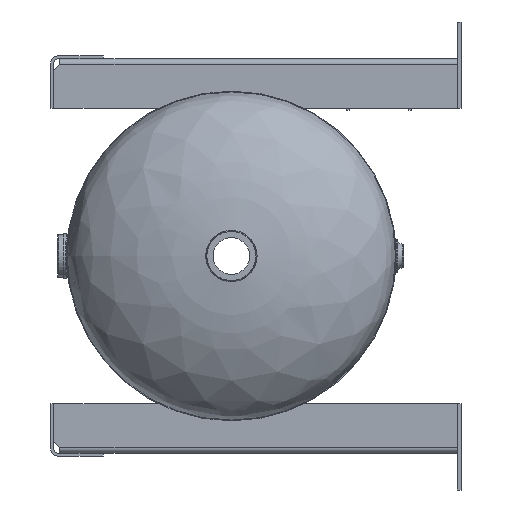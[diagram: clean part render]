
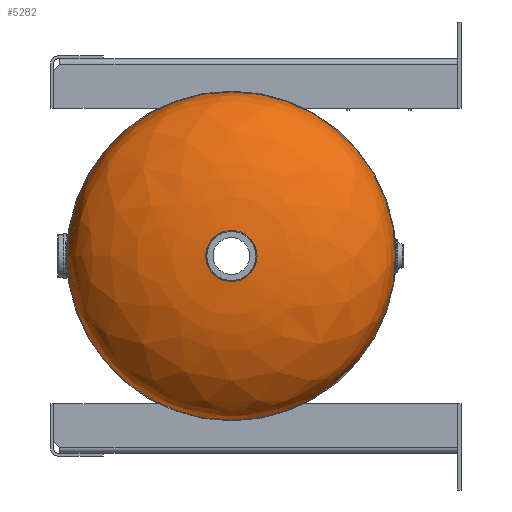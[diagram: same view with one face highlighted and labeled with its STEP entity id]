
A CAD part, left-side view. The second image highlights one B-rep face of the part: STEP entity #5282.
In plain terms, the highlighted free-form (B-spline) face has degree [2, 2] with [3, 9] control points.
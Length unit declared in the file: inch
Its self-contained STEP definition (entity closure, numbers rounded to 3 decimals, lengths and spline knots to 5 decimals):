
#153=ELLIPSE('',#5748,10.,5.062);
#157=(
BOUNDED_SURFACE()
B_SPLINE_SURFACE(2,2,((#8280,#8281,#8282,#8283,#8284,#8285,#8286,#8287,
#8288),(#8289,#8290,#8291,#8292,#8293,#8294,#8295,#8296,#8297),(#8298,#8299,
#8300,#8301,#8302,#8303,#8304,#8305,#8306)),.UNSPECIFIED.,.F.,.T.,.F.)
B_SPLINE_SURFACE_WITH_KNOTS((3,3),(3,2,2,2,3),(0.,1.5708),(0.,
1.5708,3.14159,4.71239,6.28319),
 .UNSPECIFIED.)
GEOMETRIC_REPRESENTATION_ITEM()
RATIONAL_B_SPLINE_SURFACE(((1.,0.707,1.,0.707,1.,
0.707,1.,0.707,1.),(0.707,0.5,0.707,
0.5,0.707,0.5,0.707,0.5,0.707),(1.,
0.707,1.,0.707,1.,0.707,1.,0.707,
1.)))
REPRESENTATION_ITEM('')
SURFACE()
);
#271=CIRCLE('',#5724,1.34375);
#282=CIRCLE('',#5743,10.);
#1753=FACE_OUTER_BOUND('',#2110,.T.);
#2110=EDGE_LOOP('',(#3866,#3867,#3868,#3869));
#2581=VERTEX_POINT('',#8242);
#2592=VERTEX_POINT('',#8272);
#3089=EDGE_CURVE('',#2581,#2581,#271,.T.);
#3100=EDGE_CURVE('',#2592,#2592,#282,.T.);
#3103=EDGE_CURVE('',#2581,#2592,#153,.T.);
#3866=ORIENTED_EDGE('',*,*,#3089,.T.);
#3867=ORIENTED_EDGE('',*,*,#3103,.T.);
#3868=ORIENTED_EDGE('',*,*,#3100,.F.);
#3869=ORIENTED_EDGE('',*,*,#3103,.F.);
#5282=ADVANCED_FACE('',(#1753),#157,.T.);
#5724=AXIS2_PLACEMENT_3D('',#8243,#6219,#6220);
#5743=AXIS2_PLACEMENT_3D('',#8273,#6257,#6258);
#5748=AXIS2_PLACEMENT_3D('',#8307,#6267,#6268);
#6219=DIRECTION('center_axis',(0.,-1.,0.));
#6220=DIRECTION('ref_axis',(0.809,0.,-0.588));
#6257=DIRECTION('center_axis',(0.,-1.,0.));
#6258=DIRECTION('ref_axis',(1.,0.,0.));
#6267=DIRECTION('center_axis',(0.,0.,
-1.));
#6268=DIRECTION('ref_axis',(1.,0.,0.));
#8242=CARTESIAN_POINT('',(1.34375,5.01609,0.));
#8243=CARTESIAN_POINT('Origin',(0.,5.01609,0.));
#8272=CARTESIAN_POINT('',(10.,0.,0.));
#8273=CARTESIAN_POINT('Origin',(0.,0.,0.));
#8280=CARTESIAN_POINT('Ctrl Pts',(10.,0.,0.));
#8281=CARTESIAN_POINT('Ctrl Pts',(10.,0.,10.));
#8282=CARTESIAN_POINT('Ctrl Pts',(0.,0.,
10.));
#8283=CARTESIAN_POINT('Ctrl Pts',(-10.,0.,10.));
#8284=CARTESIAN_POINT('Ctrl Pts',(-10.,0.,0.));
#8285=CARTESIAN_POINT('Ctrl Pts',(-10.,0.,-10.));
#8286=CARTESIAN_POINT('Ctrl Pts',(0.,0.,
-10.));
#8287=CARTESIAN_POINT('Ctrl Pts',(10.,0.,-10.));
#8288=CARTESIAN_POINT('Ctrl Pts',(10.,0.,0.));
#8289=CARTESIAN_POINT('Ctrl Pts',(10.,5.062,0.));
#8290=CARTESIAN_POINT('Ctrl Pts',(10.,5.062,10.));
#8291=CARTESIAN_POINT('Ctrl Pts',(0.,5.062,10.));
#8292=CARTESIAN_POINT('Ctrl Pts',(-10.,5.062,10.));
#8293=CARTESIAN_POINT('Ctrl Pts',(-10.,5.062,0.));
#8294=CARTESIAN_POINT('Ctrl Pts',(-10.,5.062,-10.));
#8295=CARTESIAN_POINT('Ctrl Pts',(0.,5.062,-10.));
#8296=CARTESIAN_POINT('Ctrl Pts',(10.,5.062,-10.));
#8297=CARTESIAN_POINT('Ctrl Pts',(10.,5.062,0.));
#8298=CARTESIAN_POINT('Ctrl Pts',(0.,5.062,0.));
#8299=CARTESIAN_POINT('Ctrl Pts',(0.,5.062,0.));
#8300=CARTESIAN_POINT('Ctrl Pts',(0.,5.062,0.));
#8301=CARTESIAN_POINT('Ctrl Pts',(0.,5.062,0.));
#8302=CARTESIAN_POINT('Ctrl Pts',(0.,5.062,0.));
#8303=CARTESIAN_POINT('Ctrl Pts',(0.,5.062,0.));
#8304=CARTESIAN_POINT('Ctrl Pts',(0.,5.062,0.));
#8305=CARTESIAN_POINT('Ctrl Pts',(0.,5.062,0.));
#8306=CARTESIAN_POINT('Ctrl Pts',(0.,5.062,0.));
#8307=CARTESIAN_POINT('Origin',(0.,0.,0.));
